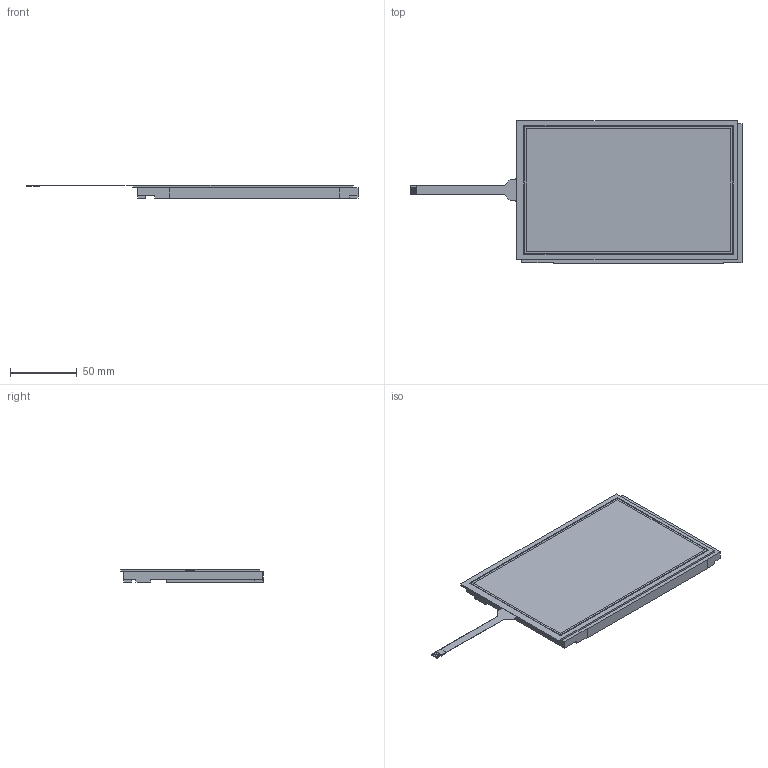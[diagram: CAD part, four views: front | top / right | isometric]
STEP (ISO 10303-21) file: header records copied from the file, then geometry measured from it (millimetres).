
FILE_DESCRIPTION(/* description */ (''),/* implementation_level */ '2;1');
FILE_NAME(/* name */ '',/* time_stamp */ '2023-11-20T17:57:14+09:00',/* author */ (''),/* organization */ (''),/* preprocessor_version */ 'ST-DEVELOPER v18.1',/* originating_system */ 'Autodesk Inventor 2020',/* authorisation */ '');
FILE_SCHEMA (('AUTOMOTIVE_DESIGN { 1 0 10303 214 3 1 1 }'));
Products named in the file (1): HP_TK-SRA07BWV-02_parts
Bounding box: 248.55 x 106.9 x 9.76 mm (x, y, z)
Volume: 147722.8 mm3; surface area: 73917.5 mm2
Topology: 1 solids, 2 shells, 2133 faces, 6361 edges, 4197 vertices
Faces by surface type: plane 1718, cylinder 415
Entity records: 71427 total; most frequent: CARTESIAN_POINT 12809, ORIENTED_EDGE 12722, DIRECTION 11672, EDGE_CURVE 6361, LINE 5240, VECTOR 5240, VERTEX_POINT 4197, AXIS2_PLACEMENT_3D 3216
